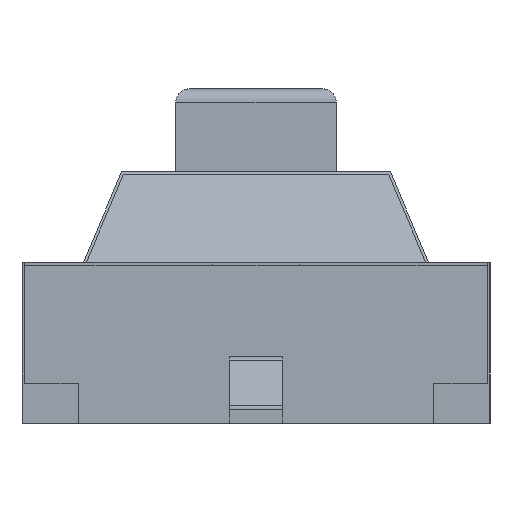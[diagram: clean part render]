
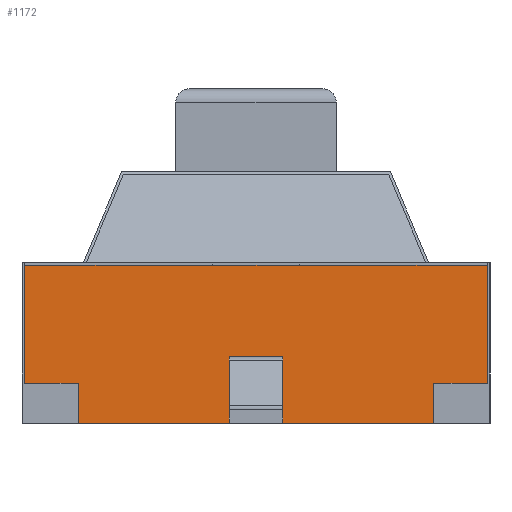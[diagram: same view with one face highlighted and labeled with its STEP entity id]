
A CAD part, left-side view. The second image highlights one B-rep face of the part: STEP entity #1172.
In plain terms, the highlighted planar face has unit normal (-1, 0, 0).
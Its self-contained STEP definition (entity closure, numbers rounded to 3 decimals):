
#399 = EDGE_CURVE('',#400,#402,#404,.T.);
#400 = VERTEX_POINT('',#401);
#401 = CARTESIAN_POINT('',(-2.98,-1.33,0.));
#402 = VERTEX_POINT('',#403);
#403 = CARTESIAN_POINT('',(-2.98,1.33,0.));
#404 = LINE('',#405,#406);
#405 = CARTESIAN_POINT('',(-2.98,-1.73,0.));
#406 = VECTOR('',#407,1.);
#407 = DIRECTION('',(0.,1.,0.));
#1172 = ADVANCED_FACE('',(#1173,#1246),#1280,.T.);
#1173 = FACE_BOUND('',#1174,.T.);
#1174 = EDGE_LOOP('',(#1175,#1185,#1193,#1201,#1209,#1217,#1225,#1233,
    #1239,#1240));
#1175 = ORIENTED_EDGE('',*,*,#1176,.F.);
#1176 = EDGE_CURVE('',#1177,#1179,#1181,.T.);
#1177 = VERTEX_POINT('',#1178);
#1178 = CARTESIAN_POINT('',(-2.98,-1.73,0.3));
#1179 = VERTEX_POINT('',#1180);
#1180 = CARTESIAN_POINT('',(-2.98,-1.33,0.3));
#1181 = LINE('',#1182,#1183);
#1182 = CARTESIAN_POINT('',(-2.98,-1.73,0.3));
#1183 = VECTOR('',#1184,1.);
#1184 = DIRECTION('',(0.,1.,0.));
#1185 = ORIENTED_EDGE('',*,*,#1186,.T.);
#1186 = EDGE_CURVE('',#1177,#1187,#1189,.T.);
#1187 = VERTEX_POINT('',#1188);
#1188 = CARTESIAN_POINT('',(-2.98,-1.73,1.18));
#1189 = LINE('',#1190,#1191);
#1190 = CARTESIAN_POINT('',(-2.98,-1.73,0.));
#1191 = VECTOR('',#1192,1.);
#1192 = DIRECTION('',(0.,0.,1.));
#1193 = ORIENTED_EDGE('',*,*,#1194,.T.);
#1194 = EDGE_CURVE('',#1187,#1195,#1197,.T.);
#1195 = VERTEX_POINT('',#1196);
#1196 = CARTESIAN_POINT('',(-2.98,-0.325,1.18));
#1197 = LINE('',#1198,#1199);
#1198 = CARTESIAN_POINT('',(-2.98,-1.73,1.18));
#1199 = VECTOR('',#1200,1.);
#1200 = DIRECTION('',(0.,1.,0.));
#1201 = ORIENTED_EDGE('',*,*,#1202,.T.);
#1202 = EDGE_CURVE('',#1195,#1203,#1205,.T.);
#1203 = VERTEX_POINT('',#1204);
#1204 = CARTESIAN_POINT('',(-2.98,0.325,1.18));
#1205 = LINE('',#1206,#1207);
#1206 = CARTESIAN_POINT('',(-2.98,-1.73,1.18));
#1207 = VECTOR('',#1208,1.);
#1208 = DIRECTION('',(0.,1.,0.));
#1209 = ORIENTED_EDGE('',*,*,#1210,.T.);
#1210 = EDGE_CURVE('',#1203,#1211,#1213,.T.);
#1211 = VERTEX_POINT('',#1212);
#1212 = CARTESIAN_POINT('',(-2.98,1.73,1.18));
#1213 = LINE('',#1214,#1215);
#1214 = CARTESIAN_POINT('',(-2.98,-1.73,1.18));
#1215 = VECTOR('',#1216,1.);
#1216 = DIRECTION('',(0.,1.,0.));
#1217 = ORIENTED_EDGE('',*,*,#1218,.F.);
#1218 = EDGE_CURVE('',#1219,#1211,#1221,.T.);
#1219 = VERTEX_POINT('',#1220);
#1220 = CARTESIAN_POINT('',(-2.98,1.73,0.3));
#1221 = LINE('',#1222,#1223);
#1222 = CARTESIAN_POINT('',(-2.98,1.73,0.));
#1223 = VECTOR('',#1224,1.);
#1224 = DIRECTION('',(0.,0.,1.));
#1225 = ORIENTED_EDGE('',*,*,#1226,.T.);
#1226 = EDGE_CURVE('',#1219,#1227,#1229,.T.);
#1227 = VERTEX_POINT('',#1228);
#1228 = CARTESIAN_POINT('',(-2.98,1.33,0.3));
#1229 = LINE('',#1230,#1231);
#1230 = CARTESIAN_POINT('',(-2.98,1.73,0.3));
#1231 = VECTOR('',#1232,1.);
#1232 = DIRECTION('',(0.,-1.,0.));
#1233 = ORIENTED_EDGE('',*,*,#1234,.F.);
#1234 = EDGE_CURVE('',#402,#1227,#1235,.T.);
#1235 = LINE('',#1236,#1237);
#1236 = CARTESIAN_POINT('',(-2.98,1.33,0.));
#1237 = VECTOR('',#1238,1.);
#1238 = DIRECTION('',(0.,0.,1.));
#1239 = ORIENTED_EDGE('',*,*,#399,.F.);
#1240 = ORIENTED_EDGE('',*,*,#1241,.T.);
#1241 = EDGE_CURVE('',#400,#1179,#1242,.T.);
#1242 = LINE('',#1243,#1244);
#1243 = CARTESIAN_POINT('',(-2.98,-1.33,0.));
#1244 = VECTOR('',#1245,1.);
#1245 = DIRECTION('',(0.,0.,1.));
#1246 = FACE_BOUND('',#1247,.T.);
#1247 = EDGE_LOOP('',(#1248,#1258,#1266,#1274));
#1248 = ORIENTED_EDGE('',*,*,#1249,.T.);
#1249 = EDGE_CURVE('',#1250,#1252,#1254,.T.);
#1250 = VERTEX_POINT('',#1251);
#1251 = CARTESIAN_POINT('',(-2.98,0.2,0.4));
#1252 = VERTEX_POINT('',#1253);
#1253 = CARTESIAN_POINT('',(-2.98,0.2,0.5));
#1254 = LINE('',#1255,#1256);
#1255 = CARTESIAN_POINT('',(-2.98,0.2,0.194));
#1256 = VECTOR('',#1257,1.);
#1257 = DIRECTION('',(0.,0.,1.));
#1258 = ORIENTED_EDGE('',*,*,#1259,.T.);
#1259 = EDGE_CURVE('',#1252,#1260,#1262,.T.);
#1260 = VERTEX_POINT('',#1261);
#1261 = CARTESIAN_POINT('',(-2.98,-0.2,0.5));
#1262 = LINE('',#1263,#1264);
#1263 = CARTESIAN_POINT('',(-2.98,-0.765,0.5));
#1264 = VECTOR('',#1265,1.);
#1265 = DIRECTION('',(0.,-1.,0.));
#1266 = ORIENTED_EDGE('',*,*,#1267,.F.);
#1267 = EDGE_CURVE('',#1268,#1260,#1270,.T.);
#1268 = VERTEX_POINT('',#1269);
#1269 = CARTESIAN_POINT('',(-2.98,-0.2,0.4));
#1270 = LINE('',#1271,#1272);
#1271 = CARTESIAN_POINT('',(-2.98,-0.2,0.194));
#1272 = VECTOR('',#1273,1.);
#1273 = DIRECTION('',(0.,0.,1.));
#1274 = ORIENTED_EDGE('',*,*,#1275,.F.);
#1275 = EDGE_CURVE('',#1250,#1268,#1276,.T.);
#1276 = LINE('',#1277,#1278);
#1277 = CARTESIAN_POINT('',(-2.98,-0.765,0.4));
#1278 = VECTOR('',#1279,1.);
#1279 = DIRECTION('',(0.,-1.,0.));
#1280 = PLANE('',#1281);
#1281 = AXIS2_PLACEMENT_3D('',#1282,#1283,#1284);
#1282 = CARTESIAN_POINT('',(-2.98,-1.73,0.));
#1283 = DIRECTION('',(-1.,0.,0.));
#1284 = DIRECTION('',(0.,1.,0.));
